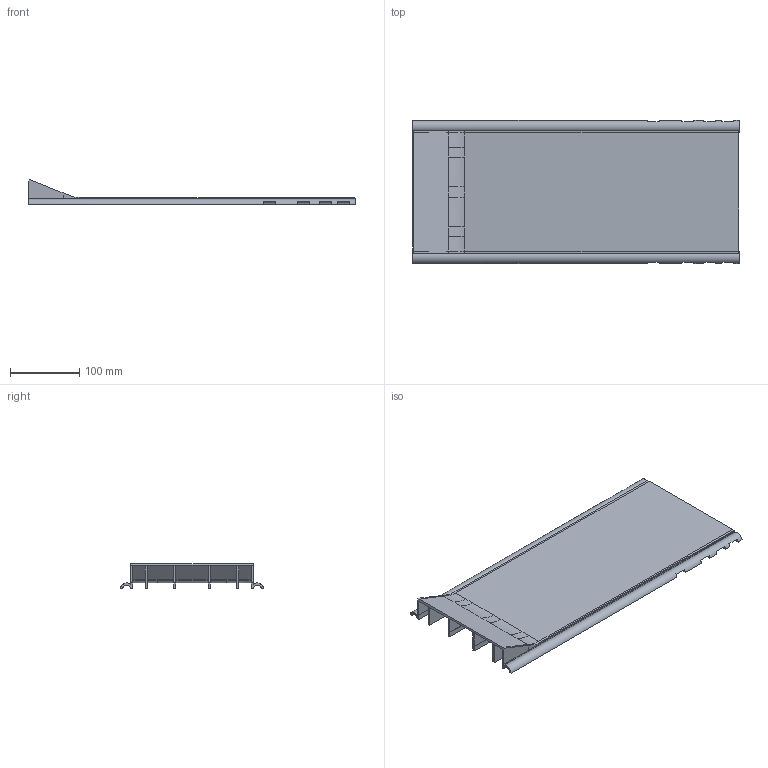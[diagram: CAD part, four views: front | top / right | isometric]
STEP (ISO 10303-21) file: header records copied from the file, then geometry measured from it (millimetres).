
FILE_DESCRIPTION(/* description */ ('CATIA V5 STEP Exchange'),/* implementation_level */ '2;1');
FILE_NAME(/* name */ '',/* time_stamp */ '2024-11-10T20:21:52+08:00',/* author */ (''),/* organization */ (''),/* preprocessor_version */ 'ST-DEVELOPER v20',/* originating_system */ 'Autodesk Translation Framework v13.20.0.188',/* authorisation */ '');
FILE_SCHEMA (('AUTOMOTIVE_DESIGN { 1 0 10303 214 3 1 1 }'));
Length unit declared in the file: millimetre
Products named in the file (1): Part1
Bounding box: 470 x 205.87 x 35.92 mm (x, y, z)
Volume: 307711.1 mm3; surface area: 270655.5 mm2
Topology: 7 solids, 7 shells, 152 faces, 409 edges, 272 vertices
Faces by surface type: plane 112, bspline 32, cylinder 8
Entity records: 6904 total; most frequent: CARTESIAN_POINT 3252, ORIENTED_EDGE 822, DIRECTION 629, EDGE_CURVE 411, LINE 291, VECTOR 291, VERTEX_POINT 274, AXIS2_PLACEMENT_3D 169
